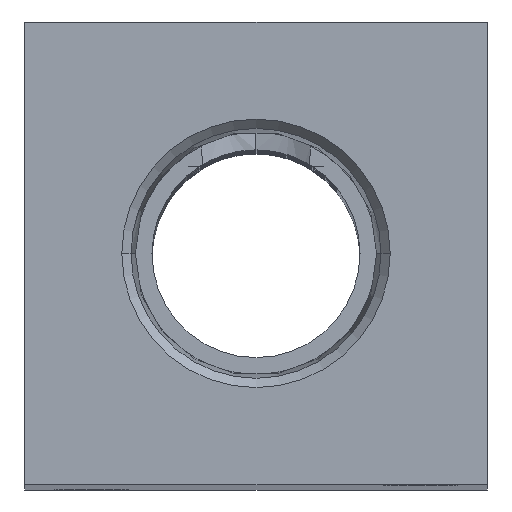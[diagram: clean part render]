
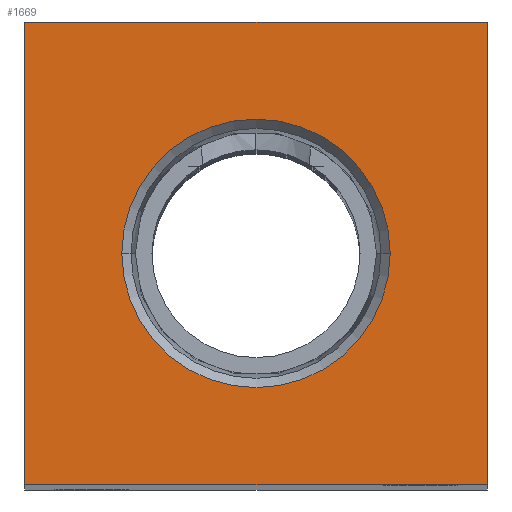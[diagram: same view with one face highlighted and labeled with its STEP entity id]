
A CAD part, top view. The second image highlights one B-rep face of the part: STEP entity #1669.
In plain terms, the highlighted planar face has unit normal (0, 0, 1).
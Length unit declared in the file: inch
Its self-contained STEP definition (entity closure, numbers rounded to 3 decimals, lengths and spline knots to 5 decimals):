
#2 = EDGE_CURVE ( 'NONE', #1752, #4102, #1449, .T. ) ;
#125 = CARTESIAN_POINT ( 'NONE',  ( 0.625, -0.625, 4.125 ) ) ;
#167 = EDGE_CURVE ( 'NONE', #1003, #2037, #2833, .T. ) ;
#191 = DIRECTION ( 'NONE',  ( 1., 0., 0. ) ) ;
#210 = DIRECTION ( 'NONE',  ( 1., 0., 0. ) ) ;
#212 = PLANE ( 'NONE',  #1806 ) ;
#215 = CARTESIAN_POINT ( 'NONE',  ( 0.625, -0.625, 4.125 ) ) ;
#269 = CARTESIAN_POINT ( 'NONE',  ( 0., 0., 4.125 ) ) ;
#365 = EDGE_CURVE ( 'NONE', #2534, #2226, #2332, .T. ) ;
#385 = DIRECTION ( 'NONE',  ( 0., 0., 1. ) ) ;
#426 = CARTESIAN_POINT ( 'NONE',  ( -0.625, -0.625, 4.125 ) ) ;
#468 = VECTOR ( 'NONE', #1673, 39.37008 ) ;
#474 = CARTESIAN_POINT ( 'NONE',  ( 0.3626, 0., 4.125 ) ) ;
#527 = ORIENTED_EDGE ( 'NONE', *, *, #3254, .F. ) ;
#745 = AXIS2_PLACEMENT_3D ( 'NONE', #3882, #1931, #4200 ) ;
#905 = VECTOR ( 'NONE', #2166, 39.37008 ) ;
#1003 = VERTEX_POINT ( 'NONE', #3523 ) ;
#1264 = ORIENTED_EDGE ( 'NONE', *, *, #2020, .T. ) ;
#1331 = CIRCLE ( 'NONE', #745, 0.3626 ) ;
#1401 = DIRECTION ( 'NONE',  ( -1., 0., 0. ) ) ;
#1449 = CIRCLE ( 'NONE', #3111, 0.3626 ) ;
#1458 = CARTESIAN_POINT ( 'NONE',  ( 0.625, 0.625, 4.125 ) ) ;
#1503 = LINE ( 'NONE', #3335, #468 ) ;
#1517 = CARTESIAN_POINT ( 'NONE',  ( -0.625, 0.625, 4.125 ) ) ;
#1669 = ADVANCED_FACE ( 'NONE', ( #4104, #2430 ), #212, .T. ) ;
#1673 = DIRECTION ( 'NONE',  ( 0., 1., 0. ) ) ;
#1752 = VERTEX_POINT ( 'NONE', #474 ) ;
#1806 = AXIS2_PLACEMENT_3D ( 'NONE', #269, #385, #191 ) ;
#1825 = ORIENTED_EDGE ( 'NONE', *, *, #365, .T. ) ;
#1849 = LINE ( 'NONE', #2872, #905 ) ;
#1889 = EDGE_LOOP ( 'NONE', ( #3101, #527 ) ) ;
#1931 = DIRECTION ( 'NONE',  ( 0., 0., 1. ) ) ;
#1943 = VECTOR ( 'NONE', #1401, 39.37008 ) ;
#2020 = EDGE_CURVE ( 'NONE', #2037, #2534, #1849, .T. ) ;
#2037 = VERTEX_POINT ( 'NONE', #1517 ) ;
#2166 = DIRECTION ( 'NONE',  ( 0., -1., 0. ) ) ;
#2226 = VERTEX_POINT ( 'NONE', #125 ) ;
#2332 = LINE ( 'NONE', #215, #2440 ) ;
#2347 = DIRECTION ( 'NONE',  ( 1., 0., 0. ) ) ;
#2378 = DIRECTION ( 'NONE',  ( 0., 0., 1. ) ) ;
#2430 = FACE_OUTER_BOUND ( 'NONE', #3476, .T. ) ;
#2440 = VECTOR ( 'NONE', #210, 39.37008 ) ;
#2498 = CARTESIAN_POINT ( 'NONE',  ( 0., 0., 4.125 ) ) ;
#2534 = VERTEX_POINT ( 'NONE', #426 ) ;
#2833 = LINE ( 'NONE', #1458, #1943 ) ;
#2872 = CARTESIAN_POINT ( 'NONE',  ( -0.625, -0.625, 4.125 ) ) ;
#3101 = ORIENTED_EDGE ( 'NONE', *, *, #2, .F. ) ;
#3111 = AXIS2_PLACEMENT_3D ( 'NONE', #2498, #2378, #2347 ) ;
#3254 = EDGE_CURVE ( 'NONE', #4102, #1752, #1331, .T. ) ;
#3335 = CARTESIAN_POINT ( 'NONE',  ( 0.625, -0.625, 4.125 ) ) ;
#3382 = EDGE_CURVE ( 'NONE', #2226, #1003, #1503, .T. ) ;
#3476 = EDGE_LOOP ( 'NONE', ( #1264, #1825, #3772, #3817 ) ) ;
#3523 = CARTESIAN_POINT ( 'NONE',  ( 0.625, 0.625, 4.125 ) ) ;
#3772 = ORIENTED_EDGE ( 'NONE', *, *, #3382, .T. ) ;
#3817 = ORIENTED_EDGE ( 'NONE', *, *, #167, .T. ) ;
#3882 = CARTESIAN_POINT ( 'NONE',  ( 0., 0., 4.125 ) ) ;
#4102 = VERTEX_POINT ( 'NONE', #4190 ) ;
#4104 = FACE_BOUND ( 'NONE', #1889, .T. ) ;
#4190 = CARTESIAN_POINT ( 'NONE',  ( -0.3626, 0., 4.125 ) ) ;
#4200 = DIRECTION ( 'NONE',  ( 1., 0., 0. ) ) ;
